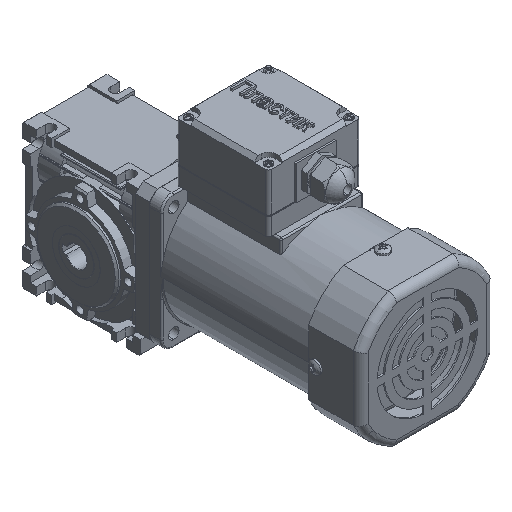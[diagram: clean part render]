
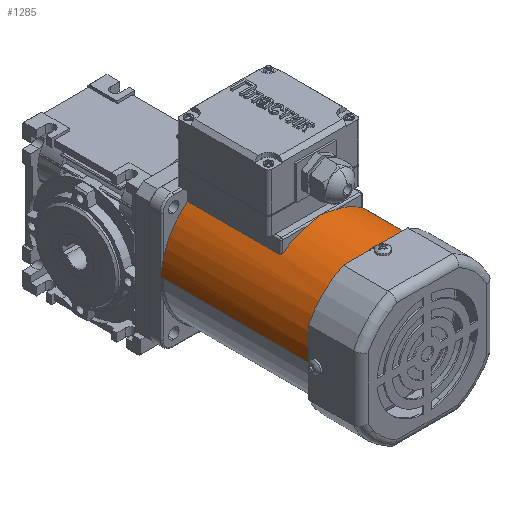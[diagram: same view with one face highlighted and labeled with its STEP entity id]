
A CAD part, isometric view. The second image highlights one B-rep face of the part: STEP entity #1285.
In plain terms, the highlighted cylindrical face has radius 45 mm (diameter 90 mm), a partial arc.
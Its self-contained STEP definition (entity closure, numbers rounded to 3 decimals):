
#389=B_SPLINE_CURVE_WITH_KNOTS('',3,(#25481,#25482,#25483,#25484),
 .UNSPECIFIED.,.F.,.F.,(4,4),(0.,1.),.UNSPECIFIED.);
#390=B_SPLINE_CURVE_WITH_KNOTS('',3,(#25504,#25505,#25506,#25507,#25508,
#25509,#25510,#25511,#25512,#25513,#25514,#25515,#25516,#25517,#25518,#25519),
 .UNSPECIFIED.,.F.,.F.,(4,3,3,3,3,4),(0.,0.288,0.577,
0.762,0.95,1.),.UNSPECIFIED.);
#391=B_SPLINE_CURVE_WITH_KNOTS('',3,(#25523,#25524,#25525,#25526),
 .UNSPECIFIED.,.F.,.F.,(4,4),(0.,1.),.UNSPECIFIED.);
#392=B_SPLINE_CURVE_WITH_KNOTS('',3,(#25528,#25529,#25530,#25531),
 .UNSPECIFIED.,.F.,.F.,(4,4),(0.,1.),.UNSPECIFIED.);
#393=B_SPLINE_CURVE_WITH_KNOTS('',3,(#25535,#25536,#25537,#25538,#25539,
#25540,#25541,#25542,#25543,#25544,#25545,#25546,#25547,#25548,#25549,#25550),
 .UNSPECIFIED.,.F.,.F.,(4,3,3,3,3,4),(0.,0.288,0.577,
0.762,0.95,1.),.UNSPECIFIED.);
#394=B_SPLINE_CURVE_WITH_KNOTS('',3,(#25556,#25557,#25558,#25559),
 .UNSPECIFIED.,.F.,.F.,(4,4),(0.,1.),.UNSPECIFIED.);
#664=CYLINDRICAL_SURFACE('',#17698,45.);
#1285=ADVANCED_FACE('',(#2783),#664,.T.);
#2783=FACE_OUTER_BOUND('',#3681,.T.);
#3681=EDGE_LOOP('',(#8572,#8573,#8574,#8575,#8576,#8577,#8578,#8579,#8580,
#8581,#8582,#8583,#8584,#8585,#8586,#8587,#8588));
#4792=LINE('',#25200,#6302);
#4793=LINE('',#25201,#6303);
#4799=LINE('',#25469,#6309);
#4808=LINE('',#25502,#6318);
#4809=LINE('',#25552,#6319);
#4810=LINE('',#25561,#6320);
#6302=VECTOR('',#19965,1.);
#6303=VECTOR('',#19966,1.);
#6309=VECTOR('',#19992,1.);
#6318=VECTOR('',#20017,1.);
#6319=VECTOR('',#20022,1.);
#6320=VECTOR('',#20025,1.);
#8572=ORIENTED_EDGE('',*,*,#14614,.F.);
#8573=ORIENTED_EDGE('',*,*,#14609,.T.);
#8574=ORIENTED_EDGE('',*,*,#14613,.F.);
#8575=ORIENTED_EDGE('',*,*,#14633,.F.);
#8576=ORIENTED_EDGE('',*,*,#14639,.T.);
#8577=ORIENTED_EDGE('',*,*,#14645,.T.);
#8578=ORIENTED_EDGE('',*,*,#14648,.F.);
#8579=ORIENTED_EDGE('',*,*,#14649,.F.);
#8580=ORIENTED_EDGE('',*,*,#14650,.F.);
#8581=ORIENTED_EDGE('',*,*,#14651,.F.);
#8582=ORIENTED_EDGE('',*,*,#14652,.T.);
#8583=ORIENTED_EDGE('',*,*,#14653,.F.);
#8584=ORIENTED_EDGE('',*,*,#14654,.T.);
#8585=ORIENTED_EDGE('',*,*,#14655,.F.);
#8586=ORIENTED_EDGE('',*,*,#14656,.T.);
#8587=ORIENTED_EDGE('',*,*,#14657,.T.);
#8588=ORIENTED_EDGE('',*,*,#14658,.F.);
#12803=VERTEX_POINT('',#25190);
#12804=VERTEX_POINT('',#25192);
#12805=VERTEX_POINT('',#25198);
#12807=VERTEX_POINT('',#25202);
#12819=VERTEX_POINT('',#25470);
#12824=VERTEX_POINT('',#25485);
#12828=VERTEX_POINT('',#25495);
#12831=VERTEX_POINT('',#25503);
#12832=VERTEX_POINT('',#25520);
#12833=VERTEX_POINT('',#25522);
#12834=VERTEX_POINT('',#25527);
#12835=VERTEX_POINT('',#25532);
#12836=VERTEX_POINT('',#25534);
#12837=VERTEX_POINT('',#25551);
#12838=VERTEX_POINT('',#25553);
#12839=VERTEX_POINT('',#25555);
#12840=VERTEX_POINT('',#25560);
#14609=EDGE_CURVE('',#12804,#12803,#16787,.T.);
#14613=EDGE_CURVE('',#12805,#12803,#4792,.T.);
#14614=EDGE_CURVE('',#12804,#12807,#4793,.T.);
#14633=EDGE_CURVE('',#12819,#12805,#4799,.T.);
#14639=EDGE_CURVE('',#12819,#12824,#389,.T.);
#14645=EDGE_CURVE('',#12824,#12828,#16799,.T.);
#14648=EDGE_CURVE('',#12831,#12828,#4808,.T.);
#14649=EDGE_CURVE('',#12832,#12831,#390,.T.);
#14650=EDGE_CURVE('',#12833,#12832,#16802,.T.);
#14651=EDGE_CURVE('',#12834,#12833,#391,.T.);
#14652=EDGE_CURVE('',#12834,#12835,#392,.T.);
#14653=EDGE_CURVE('',#12836,#12835,#16803,.T.);
#14654=EDGE_CURVE('',#12836,#12837,#393,.T.);
#14655=EDGE_CURVE('',#12838,#12837,#4809,.T.);
#14656=EDGE_CURVE('',#12838,#12839,#16804,.T.);
#14657=EDGE_CURVE('',#12839,#12840,#394,.T.);
#14658=EDGE_CURVE('',#12807,#12840,#4810,.T.);
#16787=CIRCLE('',#17671,45.);
#16799=CIRCLE('',#17691,45.);
#16802=CIRCLE('',#17695,45.);
#16803=CIRCLE('',#17696,45.);
#16804=CIRCLE('',#17697,45.);
#17671=AXIS2_PLACEMENT_3D('',#25191,#19953,#19954);
#17691=AXIS2_PLACEMENT_3D('',#25496,#20009,#20010);
#17695=AXIS2_PLACEMENT_3D('',#25521,#20018,#20019);
#17696=AXIS2_PLACEMENT_3D('',#25533,#20020,#20021);
#17697=AXIS2_PLACEMENT_3D('',#25554,#20023,#20024);
#17698=AXIS2_PLACEMENT_3D('',#25562,#20026,#20027);
#19953=DIRECTION('',(0.,1.,0.));
#19954=DIRECTION('',(-1.,0.,0.));
#19965=DIRECTION('',(0.,-1.,0.));
#19966=DIRECTION('',(0.,1.,0.));
#19992=DIRECTION('',(0.,-1.,0.));
#20009=DIRECTION('',(0.,-1.,0.));
#20010=DIRECTION('',(0.978,0.,0.21));
#20017=DIRECTION('',(0.,1.,0.));
#20018=DIRECTION('',(0.,1.,0.));
#20019=DIRECTION('',(0.21,0.,0.978));
#20020=DIRECTION('',(0.,1.,0.));
#20021=DIRECTION('',(-0.589,0.,0.808));
#20022=DIRECTION('',(0.,-1.,0.));
#20023=DIRECTION('',(0.,-1.,0.));
#20024=DIRECTION('',(-0.611,0.,0.792));
#20025=DIRECTION('',(0.,1.,0.));
#20026=DIRECTION('',(0.,1.,0.));
#20027=DIRECTION('',(1.,0.,0.));
#25190=CARTESIAN_POINT('',(91.,11.5,-45.));
#25191=CARTESIAN_POINT('',(46.,11.5,-45.));
#25192=CARTESIAN_POINT('',(1.,11.5,-45.));
#25198=CARTESIAN_POINT('',(91.,109.,-45.));
#25200=CARTESIAN_POINT('',(91.,109.,-45.));
#25201=CARTESIAN_POINT('',(1.,11.5,-45.));
#25202=CARTESIAN_POINT('',(1.,109.,-45.));
#25469=CARTESIAN_POINT('',(91.,111.,-45.));
#25470=CARTESIAN_POINT('',(91.,111.,-45.));
#25481=CARTESIAN_POINT('',(91.,111.,-45.));
#25482=CARTESIAN_POINT('',(91.,110.524,-41.805));
#25483=CARTESIAN_POINT('',(90.672,110.,-38.698));
#25484=CARTESIAN_POINT('',(90.,110.,-35.566));
#25485=CARTESIAN_POINT('',(90.,110.,-35.566));
#25495=CARTESIAN_POINT('',(73.5,110.,-9.38));
#25496=CARTESIAN_POINT('',(46.,110.,-45.));
#25502=CARTESIAN_POINT('',(73.5,48.,-9.38));
#25503=CARTESIAN_POINT('',(73.5,48.,-9.38));
#25504=CARTESIAN_POINT('',(72.5,47.,-8.63));
#25505=CARTESIAN_POINT('',(72.637,47.,-8.73));
#25506=CARTESIAN_POINT('',(72.775,47.028,-8.832));
#25507=CARTESIAN_POINT('',(72.902,47.085,-8.927));
#25508=CARTESIAN_POINT('',(73.03,47.141,-9.022));
#25509=CARTESIAN_POINT('',(73.152,47.227,-9.114));
#25510=CARTESIAN_POINT('',(73.252,47.341,-9.19));
#25511=CARTESIAN_POINT('',(73.316,47.414,-9.239));
#25512=CARTESIAN_POINT('',(73.373,47.501,-9.283));
#25513=CARTESIAN_POINT('',(73.415,47.596,-9.315));
#25514=CARTESIAN_POINT('',(73.457,47.692,-9.347));
#25515=CARTESIAN_POINT('',(73.486,47.8,-9.37));
#25516=CARTESIAN_POINT('',(73.496,47.91,-9.377));
#25517=CARTESIAN_POINT('',(73.499,47.94,-9.379));
#25518=CARTESIAN_POINT('',(73.5,47.97,-9.38));
#25519=CARTESIAN_POINT('',(73.5,48.,-9.38));
#25520=CARTESIAN_POINT('',(72.5,47.,-8.63));
#25521=CARTESIAN_POINT('',(46.,47.,-45.));
#25522=CARTESIAN_POINT('',(55.434,47.,-1.));
#25523=CARTESIAN_POINT('',(46.,48.,0.));
#25524=CARTESIAN_POINT('',(49.16,47.529,0.));
#25525=CARTESIAN_POINT('',(52.307,47.,-0.329));
#25526=CARTESIAN_POINT('',(55.434,47.,-1.));
#25527=CARTESIAN_POINT('',(46.,48.,0.));
#25528=CARTESIAN_POINT('',(46.,48.,0.));
#25529=CARTESIAN_POINT('',(42.84,47.529,0.));
#25530=CARTESIAN_POINT('',(39.693,47.,-0.329));
#25531=CARTESIAN_POINT('',(36.566,47.,-1.));
#25532=CARTESIAN_POINT('',(36.566,47.,-1.));
#25533=CARTESIAN_POINT('',(46.,47.,-45.));
#25534=CARTESIAN_POINT('',(19.5,47.,-8.63));
#25535=CARTESIAN_POINT('',(19.5,47.,-8.63));
#25536=CARTESIAN_POINT('',(19.363,47.,-8.73));
#25537=CARTESIAN_POINT('',(19.225,47.028,-8.832));
#25538=CARTESIAN_POINT('',(19.098,47.085,-8.927));
#25539=CARTESIAN_POINT('',(18.97,47.141,-9.022));
#25540=CARTESIAN_POINT('',(18.848,47.227,-9.114));
#25541=CARTESIAN_POINT('',(18.748,47.341,-9.19));
#25542=CARTESIAN_POINT('',(18.684,47.414,-9.239));
#25543=CARTESIAN_POINT('',(18.627,47.501,-9.283));
#25544=CARTESIAN_POINT('',(18.585,47.596,-9.315));
#25545=CARTESIAN_POINT('',(18.543,47.692,-9.347));
#25546=CARTESIAN_POINT('',(18.514,47.8,-9.37));
#25547=CARTESIAN_POINT('',(18.504,47.91,-9.377));
#25548=CARTESIAN_POINT('',(18.501,47.94,-9.379));
#25549=CARTESIAN_POINT('',(18.5,47.97,-9.38));
#25550=CARTESIAN_POINT('',(18.5,48.,-9.38));
#25551=CARTESIAN_POINT('',(18.5,48.,-9.38));
#25552=CARTESIAN_POINT('',(18.5,110.,-9.38));
#25553=CARTESIAN_POINT('',(18.5,110.,-9.38));
#25554=CARTESIAN_POINT('',(46.,110.,-45.));
#25555=CARTESIAN_POINT('',(2.,110.,-35.566));
#25556=CARTESIAN_POINT('',(2.,110.,-35.566));
#25557=CARTESIAN_POINT('',(1.329,110.,-38.693));
#25558=CARTESIAN_POINT('',(1.,110.529,-41.84));
#25559=CARTESIAN_POINT('',(1.,111.,-45.));
#25560=CARTESIAN_POINT('',(1.,111.,-45.));
#25561=CARTESIAN_POINT('',(1.,109.,-45.));
#25562=CARTESIAN_POINT('',(46.,9.51,-45.));
